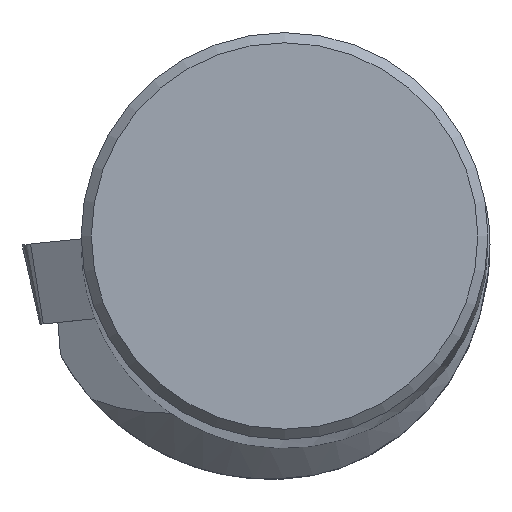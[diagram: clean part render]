
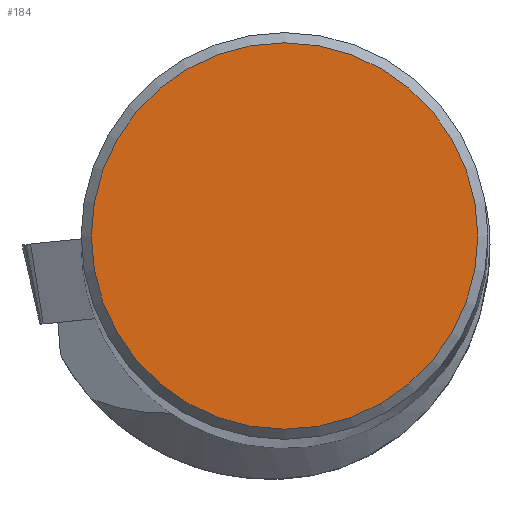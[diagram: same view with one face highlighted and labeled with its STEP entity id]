
A CAD part, top view. The second image highlights one B-rep face of the part: STEP entity #184.
In plain terms, the highlighted planar face has unit normal (0, 0, 1).
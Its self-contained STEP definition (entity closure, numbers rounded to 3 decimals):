
#146=FACE_OUTER_BOUND('',#353,.T.);
#184=ADVANCED_FACE('',(#146),#213,.T.);
#213=PLANE('',#900);
#353=EDGE_LOOP('',(#485));
#485=ORIENTED_EDGE('',*,*,#708,.T.);
#624=VERTEX_POINT('',#1505);
#708=EDGE_CURVE('',#624,#624,#756,.T.);
#756=CIRCLE('',#899,9.491);
#899=AXIS2_PLACEMENT_3D('',#1504,#1074,#1075);
#900=AXIS2_PLACEMENT_3D('',#1506,#1076,#1077);
#1074=DIRECTION('',(0.,0.,1.));
#1075=DIRECTION('',(1.,0.,0.));
#1076=DIRECTION('',(0.,0.,1.));
#1077=DIRECTION('',(1.,0.,0.));
#1504=CARTESIAN_POINT('',(0.,0.,0.));
#1505=CARTESIAN_POINT('',(9.491,0.,0.));
#1506=CARTESIAN_POINT('',(0.,0.,
0.));
